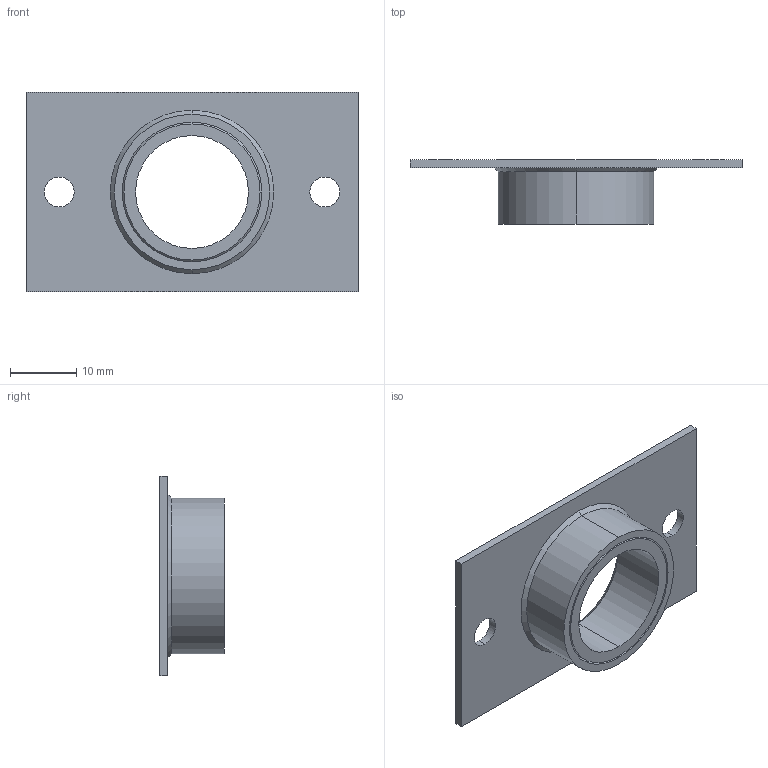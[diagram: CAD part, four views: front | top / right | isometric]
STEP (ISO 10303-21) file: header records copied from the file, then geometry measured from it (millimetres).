
FILE_DESCRIPTION (( 'STEP AP203' ), '1' );
FILE_NAME ('sone3D.STEP', '2014-09-25T10:34:54', ( '' ), ( '' ), 'SwSTEP 2.0', 'SolidWorks 2012', '' );
FILE_SCHEMA (( 'CONFIG_CONTROL_DESIGN' ));
Length unit declared in the file: millimetre
Products named in the file (3): FA-815-E-6僷僀僾僄儞僪_; sone3D; FA-815-E-6僼僢僋_
Assembly tree (2 placements, depth 2):
  sone3D
    FA-815-E-6僷僀僾僄儞僪_
    FA-815-E-6僼僢僋_
Bounding box: 50 x 9.7 x 30 mm (x, y, z)
Volume: 3041.4 mm3; surface area: 5126.6 mm2
Topology: 2 solids, 2 shells, 29 faces, 64 edges, 40 vertices
Faces by surface type: cylinder 12, plane 9, cone 8
Entity records: 1127 total; most frequent: DIRECTION 164, CARTESIAN_POINT 138, ORIENTED_EDGE 128, AXIS2_PLACEMENT_3D 66, EDGE_CURVE 64, VERTEX_POINT 40, EDGE_LOOP 38, LINE 32
